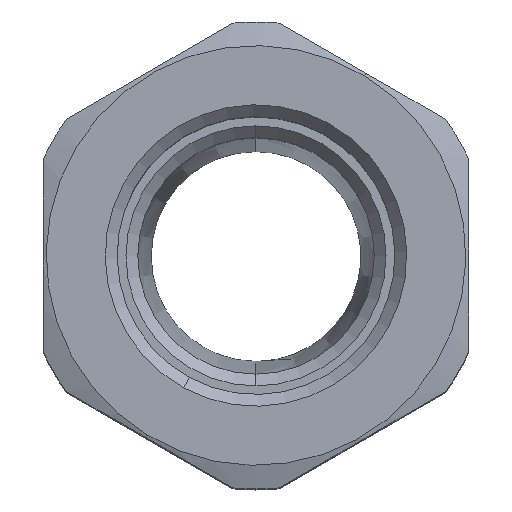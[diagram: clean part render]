
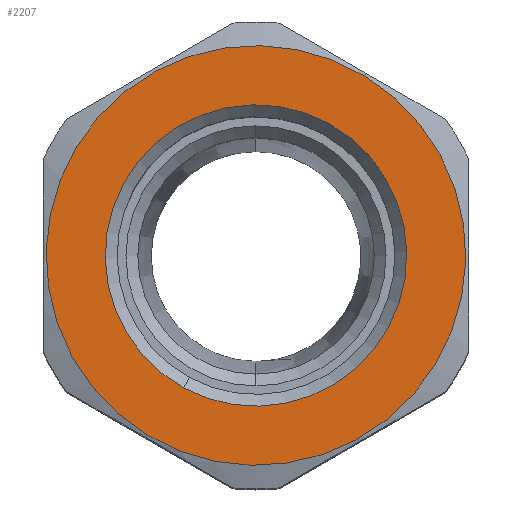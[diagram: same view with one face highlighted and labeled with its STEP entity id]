
A CAD part, top view. The second image highlights one B-rep face of the part: STEP entity #2207.
In plain terms, the highlighted planar face has unit normal (0, 0, 1).
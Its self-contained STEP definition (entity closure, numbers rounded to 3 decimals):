
#1634=AXIS2_PLACEMENT_3D('Circle Axis2P3D',#1632,#1633,$) ;
#2013=AXIS2_PLACEMENT_3D('Circle Axis2P3D',#2011,#2012,$) ;
#2048=AXIS2_PLACEMENT_3D('Circle Axis2P3D',#2046,#2047,$) ;
#2192=AXIS2_PLACEMENT_3D('Plane Axis2P3D',#2189,#2190,#2191) ;
#2196=AXIS2_PLACEMENT_3D('Circle Axis2P3D',#2194,#2195,$) ;
#1629=CARTESIAN_POINT('Vertex',(27.235,34.908,74.75)) ;
#1632=CARTESIAN_POINT('Axis2P3D Location',(18.,19.75,74.75)) ;
#1636=CARTESIAN_POINT('Vertex',(8.765,4.592,74.75)) ;
#2011=CARTESIAN_POINT('Axis2P3D Location',(18.,19.75,74.75)) ;
#2015=CARTESIAN_POINT('Vertex',(11.887,8.561,74.75)) ;
#2017=CARTESIAN_POINT('Vertex',(24.113,30.939,74.75)) ;
#2046=CARTESIAN_POINT('Axis2P3D Location',(18.,19.75,74.75)) ;
#2189=CARTESIAN_POINT('Axis2P3D Location',(18.,19.75,74.75)) ;
#2194=CARTESIAN_POINT('Axis2P3D Location',(18.,19.75,74.75)) ;
#1633=DIRECTION('Axis2P3D Direction',(0.,0.,-1.)) ;
#2012=DIRECTION('Axis2P3D Direction',(0.,0.,1.)) ;
#2047=DIRECTION('Axis2P3D Direction',(0.,0.,1.)) ;
#2190=DIRECTION('Axis2P3D Direction',(0.,0.,-1.)) ;
#2191=DIRECTION('Axis2P3D XDirection',(0.,-1.,0.)) ;
#2195=DIRECTION('Axis2P3D Direction',(0.,0.,-1.)) ;
#2200=ORIENTED_EDGE('',*,*,#1638,.T.) ;
#2201=ORIENTED_EDGE('',*,*,#2198,.T.) ;
#2204=ORIENTED_EDGE('',*,*,#2050,.T.) ;
#2205=ORIENTED_EDGE('',*,*,#2019,.T.) ;
#2206=FACE_BOUND('',#2203,.T.) ;
#2207=ADVANCED_FACE('Body',(#2202,#2206),#2193,.F.) ;
#1635=CIRCLE('generated circle',#1634,17.75) ;
#2014=CIRCLE('generated circle',#2013,12.75) ;
#2049=CIRCLE('generated circle',#2048,12.75) ;
#2197=CIRCLE('generated circle',#2196,17.75) ;
#1638=EDGE_CURVE('',#1637,#1630,#1635,.F.) ;
#2019=EDGE_CURVE('',#2016,#2018,#2014,.F.) ;
#2050=EDGE_CURVE('',#2018,#2016,#2049,.F.) ;
#2198=EDGE_CURVE('',#1630,#1637,#2197,.F.) ;
#2199=EDGE_LOOP('',(#2200,#2201)) ;
#2203=EDGE_LOOP('',(#2204,#2205)) ;
#2202=FACE_OUTER_BOUND('',#2199,.T.) ;
#2193=PLANE('',#2192) ;
#1630=VERTEX_POINT('',#1629) ;
#1637=VERTEX_POINT('',#1636) ;
#2016=VERTEX_POINT('',#2015) ;
#2018=VERTEX_POINT('',#2017) ;
